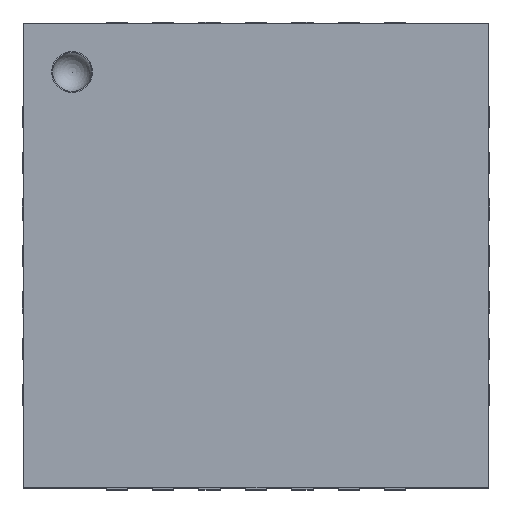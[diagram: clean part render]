
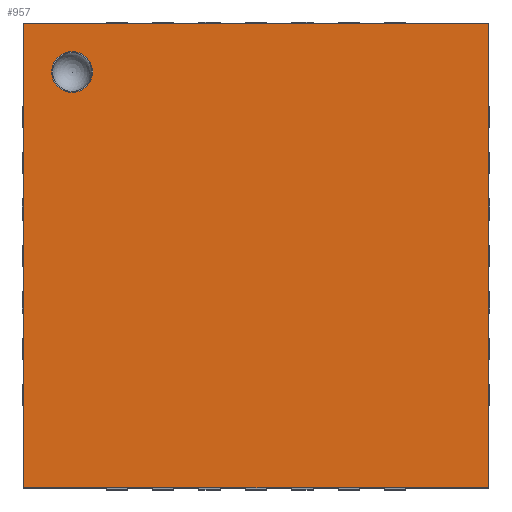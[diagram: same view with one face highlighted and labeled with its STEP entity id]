
A CAD part, top view. The second image highlights one B-rep face of the part: STEP entity #957.
In plain terms, the highlighted planar face has unit normal (0, 0, 1).
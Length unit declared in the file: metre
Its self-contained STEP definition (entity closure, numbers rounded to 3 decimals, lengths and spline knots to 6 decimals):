
#957 = ADVANCED_FACE( '', ( #2353, #2354 ), #2355, .T. );
#1063 = EDGE_CURVE( '', #2013, #2521, #2522, .T. );
#1243 = EDGE_CURVE( '', #2775, #2013, #2776, .T. );
#1553 = EDGE_CURVE( '', #2128, #2521, #3170, .T. );
#1587 = EDGE_CURVE( '', #2775, #2128, #3212, .T. );
#1687 = EDGE_CURVE( '', #3327, #3327, #3328, .T. );
#2013 = VERTEX_POINT( '', #3715 );
#2128 = VERTEX_POINT( '', #3876 );
#2353 = FACE_OUTER_BOUND( '', #4184, .T. );
#2354 = FACE_BOUND( '', #4185, .T. );
#2355 = PLANE( '', #4186 );
#2521 = VERTEX_POINT( '', #4425 );
#2522 = LINE( '', #4426, #4427 );
#2775 = VERTEX_POINT( '', #4794 );
#2776 = LINE( '', #4795, #4796 );
#3170 = LINE( '', #5400, #5401 );
#3212 = LINE( '', #5462, #5463 );
#3327 = VERTEX_POINT( '', #5647 );
#3328 = CIRCLE( '', #5648, 0.00022 );
#3715 = CARTESIAN_POINT( '', ( -0.0025, 0.0025, 0.0009 ) );
#3876 = CARTESIAN_POINT( '', ( 0.0025, -0.0025, 0.0009 ) );
#4184 = EDGE_LOOP( '', ( #6311, #6312, #6313, #6314 ) );
#4185 = EDGE_LOOP( '', ( #6315 ) );
#4186 = AXIS2_PLACEMENT_3D( '', #6316, #6317, #6318 );
#4425 = CARTESIAN_POINT( '', ( 0.0025, 0.0025, 0.0009 ) );
#4426 = CARTESIAN_POINT( '', ( -0.0025, 0.0025, 0.0009 ) );
#4427 = VECTOR( '', #6483, 1. );
#4794 = CARTESIAN_POINT( '', ( -0.0025, -0.0025, 0.0009 ) );
#4795 = CARTESIAN_POINT( '', ( -0.0025, -0.0025, 0.0009 ) );
#4796 = VECTOR( '', #6797, 1. );
#5400 = CARTESIAN_POINT( '', ( 0.0025, -0.0025, 0.0009 ) );
#5401 = VECTOR( '', #7295, 1. );
#5462 = CARTESIAN_POINT( '', ( -0.0025, -0.0025, 0.0009 ) );
#5463 = VECTOR( '', #7361, 1. );
#5647 = CARTESIAN_POINT( '', ( -0.00176, 0.00198, 0.0009 ) );
#5648 = AXIS2_PLACEMENT_3D( '', #7516, #7517, #7518 );
#6311 = ORIENTED_EDGE( '', *, *, #1243, .F. );
#6312 = ORIENTED_EDGE( '', *, *, #1587, .T. );
#6313 = ORIENTED_EDGE( '', *, *, #1553, .T. );
#6314 = ORIENTED_EDGE( '', *, *, #1063, .F. );
#6315 = ORIENTED_EDGE( '', *, *, #1687, .F. );
#6316 = CARTESIAN_POINT( '', ( -0.0025, -0.0025, 0.0009 ) );
#6317 = DIRECTION( '', ( 0., 0., 1. ) );
#6318 = DIRECTION( '', ( 1., 0., 0. ) );
#6483 = DIRECTION( '', ( 1., 0., 0. ) );
#6797 = DIRECTION( '', ( 0., 1., 0. ) );
#7295 = DIRECTION( '', ( 0., 1., 0. ) );
#7361 = DIRECTION( '', ( 1., 0., 0. ) );
#7516 = CARTESIAN_POINT( '', ( -0.00198, 0.00198, 0.0009 ) );
#7517 = DIRECTION( '', ( 0., 0., 1. ) );
#7518 = DIRECTION( '', ( 1., 0., 0. ) );
